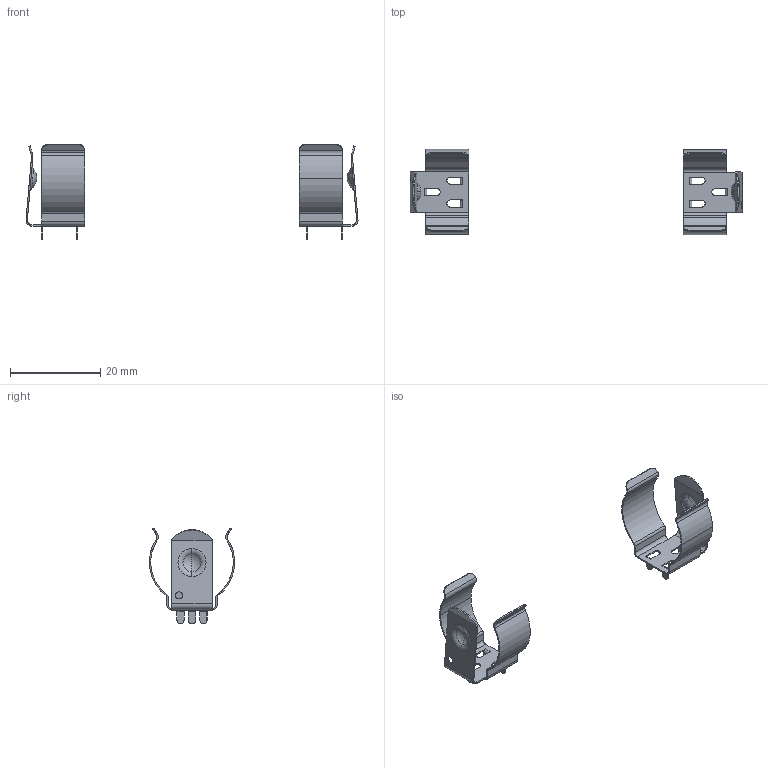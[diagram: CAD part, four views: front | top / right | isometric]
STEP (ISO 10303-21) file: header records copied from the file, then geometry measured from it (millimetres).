
FILE_DESCRIPTION(('FreeCAD Model'),'2;1');
FILE_NAME( 'KEYELCO_54_sp.step', '2019-10-11T09:04:49',('kicad StepUp'),('ksu MCAD'), 'Open CASCADE STEP processor 7.3','FreeCAD','Unknown');
FILE_SCHEMA(('AUTOMOTIVE_DESIGN { 1 0 10303 214 1 1 1 1 }'));
Length unit declared in the file: millimetre
Products named in the file (1): KEYELCO_54_sp
Bounding box: 73.51 x 18.89 x 21.22 mm (x, y, z)
Volume: 395.2 mm3; surface area: 2718.5 mm2
Topology: 2 solids, 2 shells, 200 faces, 548 edges, 356 vertices
Faces by surface type: cylinder 94, plane 90, torus 8, sphere 8
Entity records: 15766 total; most frequent: CARTESIAN_POINT 3473, DIRECTION 2094, LINE 1204, VECTOR 1204, ORIENTED_EDGE 1096, PCURVE 1096, DEFINITIONAL_REPRESENTATION 1096, EDGE_CURVE 548
